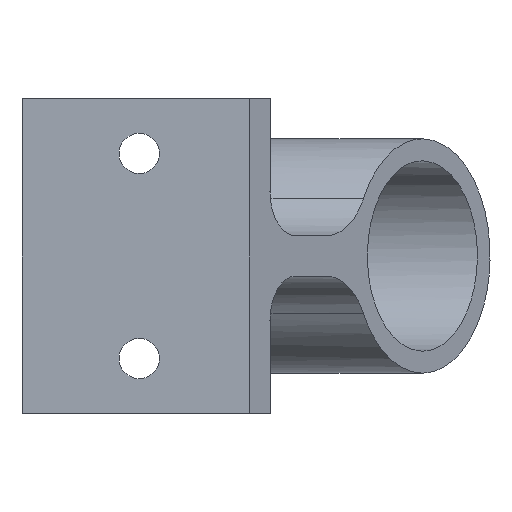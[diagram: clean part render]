
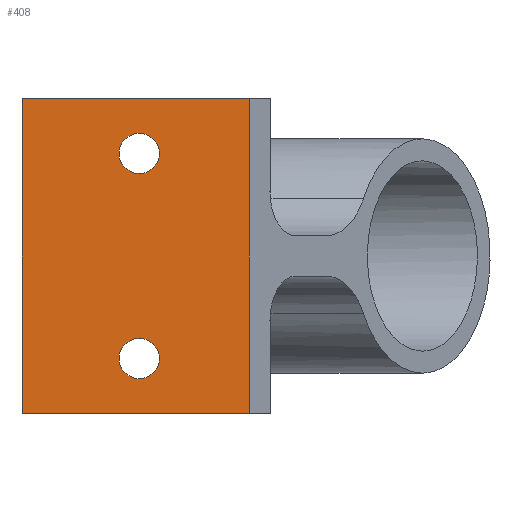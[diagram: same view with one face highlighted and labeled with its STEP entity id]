
A CAD part, front view. The second image highlights one B-rep face of the part: STEP entity #408.
In plain terms, the highlighted planar face has unit normal (0, -1, 0).
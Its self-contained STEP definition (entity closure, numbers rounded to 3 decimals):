
#25 = CIRCLE ( 'NONE', #556, 2.75 ) ;
#57 = DIRECTION ( 'NONE',  ( 0., 0., -1. ) ) ;
#58 = DIRECTION ( 'NONE',  ( 0., -1., 0. ) ) ;
#59 = CARTESIAN_POINT ( 'NONE',  ( -16., 0., 21.5 ) ) ;
#60 = PLANE ( 'NONE',  #416 ) ;
#99 = EDGE_CURVE ( 'NONE', #210, #174, #944, .T. ) ;
#105 = EDGE_CURVE ( 'NONE', #215, #220, #25, .T. ) ;
#113 = EDGE_CURVE ( 'NONE', #204, #210, #995, .T. ) ;
#115 = EDGE_CURVE ( 'NONE', #178, #204, #983, .T. ) ;
#145 = EDGE_CURVE ( 'NONE', #220, #215, #699, .T. ) ;
#148 = EDGE_CURVE ( 'NONE', #178, #174, #313, .T. ) ;
#156 = EDGE_CURVE ( 'NONE', #222, #219, #696, .T. ) ;
#160 = EDGE_CURVE ( 'NONE', #219, #222, #697, .T. ) ;
#174 = VERTEX_POINT ( 'NONE', #659 ) ;
#178 = VERTEX_POINT ( 'NONE', #658 ) ;
#204 = VERTEX_POINT ( 'NONE', #639 ) ;
#210 = VERTEX_POINT ( 'NONE', #609 ) ;
#215 = VERTEX_POINT ( 'NONE', #601 ) ;
#219 = VERTEX_POINT ( 'NONE', #611 ) ;
#220 = VERTEX_POINT ( 'NONE', #612 ) ;
#222 = VERTEX_POINT ( 'NONE', #739 ) ;
#261 = ORIENTED_EDGE ( 'NONE', *, *, #160, .T. ) ;
#268 = DIRECTION ( 'NONE',  ( 1., 0., 0. ) ) ;
#298 = DIRECTION ( 'NONE',  ( 0., 0., -1. ) ) ;
#303 = CARTESIAN_POINT ( 'NONE',  ( 0., 0., 14. ) ) ;
#304 = DIRECTION ( 'NONE',  ( 0., -1., 0. ) ) ;
#313 = LINE ( 'NONE', #316, #537 ) ;
#316 = CARTESIAN_POINT ( 'NONE',  ( -16., 0., 21.5 ) ) ;
#408 = ADVANCED_FACE ( 'NONE', ( #489, #493, #434 ), #60, .T. ) ;
#416 = AXIS2_PLACEMENT_3D ( 'NONE', #59, #58, #57 ) ;
#434 = FACE_BOUND ( 'NONE', #887, .T. ) ;
#489 = FACE_BOUND ( 'NONE', #863, .T. ) ;
#493 = FACE_OUTER_BOUND ( 'NONE', #890, .T. ) ;
#537 = VECTOR ( 'NONE', #268, 1000. ) ;
#539 = VECTOR ( 'NONE', #997, 1000. ) ;
#542 = AXIS2_PLACEMENT_3D ( 'NONE', #303, #304, #298 ) ;
#548 = AXIS2_PLACEMENT_3D ( 'NONE', #617, #602, #600 ) ;
#552 = VECTOR ( 'NONE', #1028, 1000. ) ;
#553 = VECTOR ( 'NONE', #991, 1000. ) ;
#556 = AXIS2_PLACEMENT_3D ( 'NONE', #949, #1015, #1020 ) ;
#568 = AXIS2_PLACEMENT_3D ( 'NONE', #623, #634, #630 ) ;
#600 = DIRECTION ( 'NONE',  ( 0., 0., 1. ) ) ;
#601 = CARTESIAN_POINT ( 'NONE',  ( 0., 0., 16.75 ) ) ;
#602 = DIRECTION ( 'NONE',  ( 0., 1., 0. ) ) ;
#609 = CARTESIAN_POINT ( 'NONE',  ( 15., 0., -21.5 ) ) ;
#611 = CARTESIAN_POINT ( 'NONE',  ( 0., 0., -16.75 ) ) ;
#612 = CARTESIAN_POINT ( 'NONE',  ( 0., 0., 11.25 ) ) ;
#617 = CARTESIAN_POINT ( 'NONE',  ( 0., 0., -14. ) ) ;
#623 = CARTESIAN_POINT ( 'NONE',  ( 0., 0., -14. ) ) ;
#630 = DIRECTION ( 'NONE',  ( 0., 0., 1. ) ) ;
#634 = DIRECTION ( 'NONE',  ( 0., 1., 0. ) ) ;
#639 = CARTESIAN_POINT ( 'NONE',  ( -16., 0., -21.5 ) ) ;
#658 = CARTESIAN_POINT ( 'NONE',  ( -16., 0., 21.5 ) ) ;
#659 = CARTESIAN_POINT ( 'NONE',  ( 15., 0., 21.5 ) ) ;
#696 = CIRCLE ( 'NONE', #568, 2.75 ) ;
#697 = CIRCLE ( 'NONE', #548, 2.75 ) ;
#699 = CIRCLE ( 'NONE', #542, 2.75 ) ;
#739 = CARTESIAN_POINT ( 'NONE',  ( 0., 0., -11.25 ) ) ;
#863 = EDGE_LOOP ( 'NONE', ( #989, #933 ) ) ;
#887 = EDGE_LOOP ( 'NONE', ( #918, #261 ) ) ;
#890 = EDGE_LOOP ( 'NONE', ( #920, #990, #905, #928 ) ) ;
#905 = ORIENTED_EDGE ( 'NONE', *, *, #148, .F. ) ;
#918 = ORIENTED_EDGE ( 'NONE', *, *, #156, .T. ) ;
#920 = ORIENTED_EDGE ( 'NONE', *, *, #113, .T. ) ;
#928 = ORIENTED_EDGE ( 'NONE', *, *, #115, .T. ) ;
#933 = ORIENTED_EDGE ( 'NONE', *, *, #105, .F. ) ;
#935 = CARTESIAN_POINT ( 'NONE',  ( 15., 0., -25. ) ) ;
#944 = LINE ( 'NONE', #935, #539 ) ;
#949 = CARTESIAN_POINT ( 'NONE',  ( 0., 0., 14. ) ) ;
#983 = LINE ( 'NONE', #1017, #553 ) ;
#989 = ORIENTED_EDGE ( 'NONE', *, *, #145, .F. ) ;
#990 = ORIENTED_EDGE ( 'NONE', *, *, #99, .T. ) ;
#991 = DIRECTION ( 'NONE',  ( 0., 0., -1. ) ) ;
#995 = LINE ( 'NONE', #1027, #552 ) ;
#997 = DIRECTION ( 'NONE',  ( 0., 0., 1. ) ) ;
#1015 = DIRECTION ( 'NONE',  ( 0., -1., 0. ) ) ;
#1017 = CARTESIAN_POINT ( 'NONE',  ( -16., 0., 21.5 ) ) ;
#1020 = DIRECTION ( 'NONE',  ( 0., 0., -1. ) ) ;
#1027 = CARTESIAN_POINT ( 'NONE',  ( -16., 0., -21.5 ) ) ;
#1028 = DIRECTION ( 'NONE',  ( 1., 0., 0. ) ) ;
